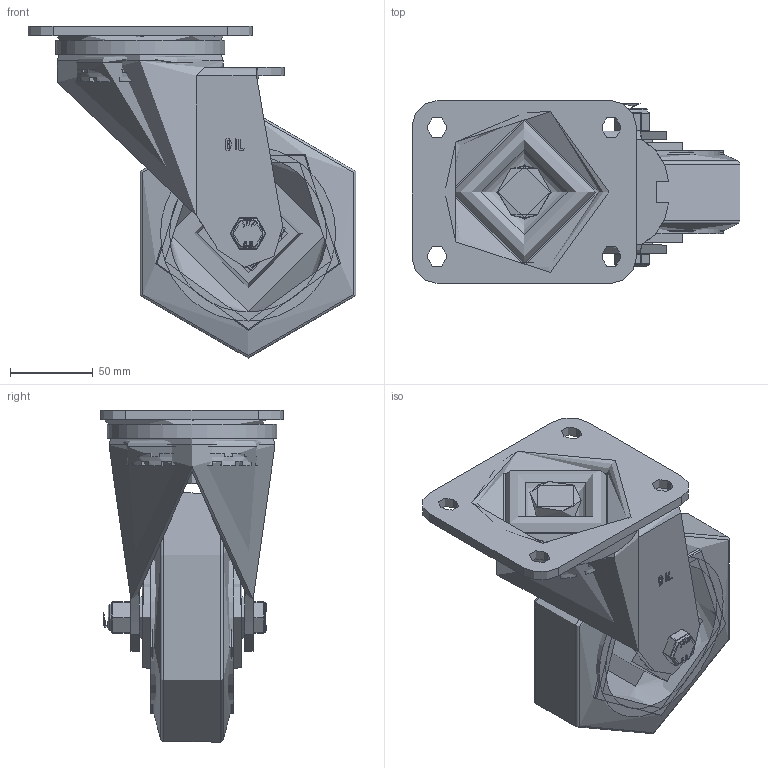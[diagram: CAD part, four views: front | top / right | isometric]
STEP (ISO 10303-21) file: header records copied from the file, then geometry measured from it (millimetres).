
FILE_DESCRIPTION(/* description */ (''),/* implementation_level */ '2;1');
FILE_NAME(/* name */ 'BZXP150CUBJ.step',/* time_stamp */ '2024-10-17T08:45:20+01:00',/* author */ (''),/* organization */ (''),/* preprocessor_version */ 'ST-DEVELOPER v20',/* originating_system */ 'Autodesk Translation Framework v13.20.0.188',/* authorisation */ '');
FILE_SCHEMA (('AUTOMOTIVE_DESIGN { 1 0 10303 214 3 1 1 }'));
Length unit declared in the file: millimetre
Products named in the file (32): BZXP150CUBJ; BZXP150AS - 2 v1; ZINC PLATED, PRESSED STEEL TOP PLATE; ZINC PLATED, PRESSED STEEL TOP PLATE Geometry; NUT; ZINC PLATED, PRESSED STEEL FORKS; BEARING SEAL; BZH150WCUBJM20 v1; ELASTIC SPEED RUBBER TYRE; CAST IRON RIM; BEARING6204; BEARING62042; BALL BEARINGS; BEARING6204 (1); BEARING62042 (1); BALL BEARINGS (1); Component3; INNER; OUTER; MIDDLE; RUBBER; BEARING SPACER; TH20X2X12 v1; ZINC PLATED HEADED SPACER; TH20X2X12 v1 (1); ZINC PLATED HEADED SPACER (1); HEXBOLTM12X90Z8.8 v2; GRADE 8.8 ZINC PLATED BOLT; NYLOCM12Z14MM v1; NYLOC NUT; NUT (1); RUBBER (1)
Assembly tree (50 placements, depth 6):
  BZXP150CUBJ
    BZXP150AS - 2 v1
      ZINC PLATED, PRESSED STEEL TOP PLATE
        ZINC PLATED, PRESSED STEEL TOP PLATE Geometry
        NUT
      ZINC PLATED, PRESSED STEEL FORKS
      BEARING SEAL
    BZH150WCUBJM20 v1
      ELASTIC SPEED RUBBER TYRE
      CAST IRON RIM
      BEARING6204
        BEARING62042
          INNER
          OUTER
          BALL BEARINGS
            Component3  x8
          MIDDLE
          RUBBER
      BEARING6204 (1)
        BEARING62042 (1)
          BALL BEARINGS (1)
            Component3  x8
          INNER
          OUTER
          MIDDLE
          RUBBER
      BEARING SPACER
    TH20X2X12 v1
      ZINC PLATED HEADED SPACER
    TH20X2X12 v1 (1)
      ZINC PLATED HEADED SPACER (1)
    HEXBOLTM12X90Z8.8 v2
      GRADE 8.8 ZINC PLATED BOLT
    NYLOCM12Z14MM v1
      NYLOC NUT
        NUT (1)
        RUBBER (1)
Bounding box: 197.45 x 110 x 200 mm (x, y, z)
Volume: 970022.9 mm3; surface area: 286736.4 mm2
Topology: 38 solids, 38 shells, 1229 faces, 3139 edges, 2070 vertices
Faces by surface type: plane 551, bspline 337, cylinder 245, sphere 66, torus 23, cone 7
Full cylindrical faces by diameter (mm): 9.836 x16, 11.834 x16, 12 x3, 12.2 x4, 14 x2, 17.75 x1, 18 x2, 18.5 x1, 19.8 x2, 20 x3, 24 x1, 25 x2, 27 x2, 28.5 x8, 30.8 x4, 31 x1, 31.3 x4, 32 x1, 36 x1, 40 x2, 40.3 x4, 40.5 x4, 40.8 x4, 42 x10, 47 x4, 80 x1, 90 x1, 94.5 x2, 100 x2, 102 x1
Entity records: 37819 total; most frequent: CARTESIAN_POINT 16921, ORIENTED_EDGE 4342, DIRECTION 3779, EDGE_CURVE 2171, VERTEX_POINT 1433, AXIS2_PLACEMENT_3D 1357, LINE 1065, VECTOR 1065
